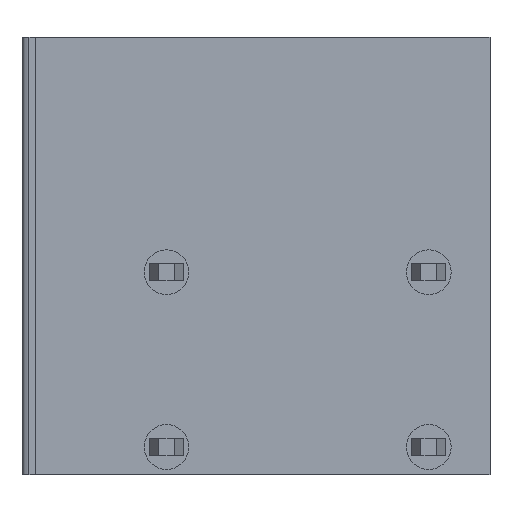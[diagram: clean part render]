
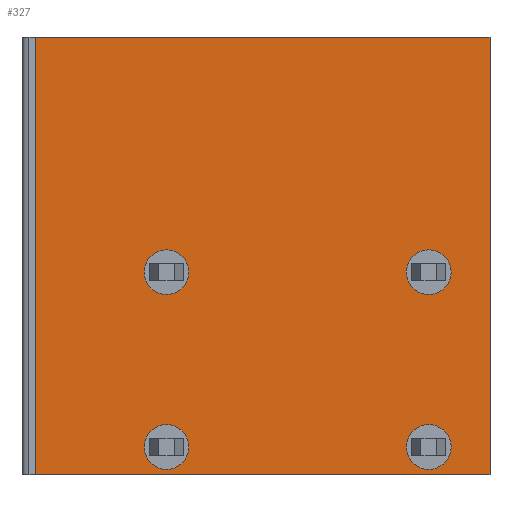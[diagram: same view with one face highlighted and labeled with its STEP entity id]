
A CAD part, front view. The second image highlights one B-rep face of the part: STEP entity #327.
In plain terms, the highlighted planar face has unit normal (0, -1, 0).
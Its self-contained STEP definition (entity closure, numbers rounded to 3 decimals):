
#327=ADVANCED_FACE('',(#766,#767,#768,#769,#770),#771,.T.);
#766=FACE_OUTER_BOUND('',#1314,.T.);
#767=FACE_BOUND('',#1315,.T.);
#768=FACE_BOUND('',#1316,.T.);
#769=FACE_BOUND('',#1317,.T.);
#770=FACE_BOUND('',#1318,.T.);
#771=PLANE('',#1319);
#1314=EDGE_LOOP('',(#2218,#2219,#2220,#2221));
#1315=EDGE_LOOP('',(#2222,#2223));
#1316=EDGE_LOOP('',(#2224,#2225));
#1317=EDGE_LOOP('',(#2226,#2227));
#1318=EDGE_LOOP('',(#2228,#2229));
#1319=AXIS2_PLACEMENT_3D('',#2230,#2231,#2232);
#2218=ORIENTED_EDGE('',*,*,#3471,.T.);
#2219=ORIENTED_EDGE('',*,*,#3490,.T.);
#2220=ORIENTED_EDGE('',*,*,#3317,.F.);
#2221=ORIENTED_EDGE('',*,*,#3413,.F.);
#2222=ORIENTED_EDGE('',*,*,#3428,.F.);
#2223=ORIENTED_EDGE('',*,*,#3491,.F.);
#2224=ORIENTED_EDGE('',*,*,#3485,.F.);
#2225=ORIENTED_EDGE('',*,*,#3492,.F.);
#2226=ORIENTED_EDGE('',*,*,#3493,.F.);
#2227=ORIENTED_EDGE('',*,*,#3494,.F.);
#2228=ORIENTED_EDGE('',*,*,#3495,.F.);
#2229=ORIENTED_EDGE('',*,*,#3496,.F.);
#2230=CARTESIAN_POINT('',(13.25,0.0,-2.54));
#2231=DIRECTION('',(0.,-1.0,-0.0));
#2232=DIRECTION('',(-1.0,0.,0.0));
#3317=EDGE_CURVE('',#3997,#3999,#4000,.T.);
#3413=EDGE_CURVE('',#4149,#3997,#4151,.T.);
#3428=EDGE_CURVE('',#4169,#4171,#4172,.T.);
#3471=EDGE_CURVE('',#4149,#4235,#4236,.T.);
#3485=EDGE_CURVE('',#4251,#4253,#4254,.T.);
#3490=EDGE_CURVE('',#4235,#3999,#4259,.T.);
#3491=EDGE_CURVE('',#4171,#4169,#4260,.T.);
#3492=EDGE_CURVE('',#4253,#4251,#4261,.T.);
#3493=EDGE_CURVE('',#4262,#4263,#4264,.T.);
#3494=EDGE_CURVE('',#4263,#4262,#4265,.T.);
#3495=EDGE_CURVE('',#4266,#4267,#4268,.T.);
#3496=EDGE_CURVE('',#4267,#4266,#4269,.T.);
#3997=VERTEX_POINT('',#4948);
#3999=VERTEX_POINT('',#4951);
#4000=LINE('',#4952,#4953);
#4149=VERTEX_POINT('',#5159);
#4151=LINE('',#5162,#5163);
#4169=VERTEX_POINT('',#5182);
#4171=VERTEX_POINT('',#5185);
#4172=CIRCLE('',#5186,0.65);
#4235=VERTEX_POINT('',#5275);
#4236=LINE('',#5276,#5277);
#4251=VERTEX_POINT('',#5293);
#4253=VERTEX_POINT('',#5296);
#4254=CIRCLE('',#5297,0.65);
#4259=LINE('',#5303,#5304);
#4260=CIRCLE('',#5305,0.65);
#4261=CIRCLE('',#5306,0.65);
#4262=VERTEX_POINT('',#5307);
#4263=VERTEX_POINT('',#5308);
#4264=CIRCLE('',#5309,0.65);
#4265=CIRCLE('',#5310,0.65);
#4266=VERTEX_POINT('',#5311);
#4267=VERTEX_POINT('',#5312);
#4268=CIRCLE('',#5313,0.65);
#4269=CIRCLE('',#5314,0.65);
#4948=CARTESIAN_POINT('',(0.0,0.0,-5.08));
#4951=CARTESIAN_POINT('',(0.0,0.0,7.62));
#4952=CARTESIAN_POINT('',(0.0,0.0,-2.54));
#4953=VECTOR('',#6076,1.0);
#5159=CARTESIAN_POINT('',(13.2,0.0,-5.08));
#5162=CARTESIAN_POINT('',(51.358,0.0,-5.08));
#5163=VECTOR('',#6186,1.0);
#5182=CARTESIAN_POINT('',(10.77,0.0,-4.28));
#5185=CARTESIAN_POINT('',(12.07,0.0,-4.28));
#5186=AXIS2_PLACEMENT_3D('',#6210,#6211,#6212);
#5275=CARTESIAN_POINT('',(13.2,0.0,7.62));
#5276=CARTESIAN_POINT('',(13.2,0.0,-2.54));
#5277=VECTOR('',#6257,1.0);
#5293=CARTESIAN_POINT('',(3.15,0.0,-4.28));
#5296=CARTESIAN_POINT('',(4.45,0.0,-4.28));
#5297=AXIS2_PLACEMENT_3D('',#6272,#6273,#6274);
#5303=CARTESIAN_POINT('',(2.051,0.0,7.62));
#5304=VECTOR('',#6279,1.0);
#5305=AXIS2_PLACEMENT_3D('',#6280,#6281,#6282);
#5306=AXIS2_PLACEMENT_3D('',#6283,#6284,#6285);
#5307=CARTESIAN_POINT('',(3.15,0.0,0.8));
#5308=CARTESIAN_POINT('',(4.45,0.0,0.8));
#5309=AXIS2_PLACEMENT_3D('',#6286,#6287,#6288);
#5310=AXIS2_PLACEMENT_3D('',#6289,#6290,#6291);
#5311=CARTESIAN_POINT('',(10.77,0.0,0.8));
#5312=CARTESIAN_POINT('',(12.07,0.0,0.8));
#5313=AXIS2_PLACEMENT_3D('',#6292,#6293,#6294);
#5314=AXIS2_PLACEMENT_3D('',#6295,#6296,#6297);
#6076=DIRECTION('',(0.0,0.0,1.0));
#6186=DIRECTION('',(-1.0,0.,0.0));
#6210=CARTESIAN_POINT('',(11.42,0.0,-4.28));
#6211=DIRECTION('',(0.0,-1.0,0.0));
#6212=DIRECTION('',(1.0,0.0,0.0));
#6257=DIRECTION('',(0.0,0.0,1.0));
#6272=CARTESIAN_POINT('',(3.8,0.0,-4.28));
#6273=DIRECTION('',(0.0,-1.0,0.0));
#6274=DIRECTION('',(1.0,0.0,0.0));
#6279=DIRECTION('',(-1.0,0.,0.0));
#6280=CARTESIAN_POINT('',(11.42,0.0,-4.28));
#6281=DIRECTION('',(0.0,-1.0,0.0));
#6282=DIRECTION('',(1.0,0.0,0.0));
#6283=CARTESIAN_POINT('',(3.8,0.0,-4.28));
#6284=DIRECTION('',(0.0,-1.0,0.0));
#6285=DIRECTION('',(1.0,0.0,0.0));
#6286=CARTESIAN_POINT('',(3.8,0.0,0.8));
#6287=DIRECTION('',(0.0,-1.0,0.0));
#6288=DIRECTION('',(1.0,0.0,0.0));
#6289=CARTESIAN_POINT('',(3.8,0.0,0.8));
#6290=DIRECTION('',(0.0,-1.0,0.0));
#6291=DIRECTION('',(1.0,0.0,0.0));
#6292=CARTESIAN_POINT('',(11.42,0.0,0.8));
#6293=DIRECTION('',(0.0,-1.0,0.0));
#6294=DIRECTION('',(1.0,0.0,0.0));
#6295=CARTESIAN_POINT('',(11.42,0.0,0.8));
#6296=DIRECTION('',(0.0,-1.0,0.0));
#6297=DIRECTION('',(1.0,0.0,0.0));
